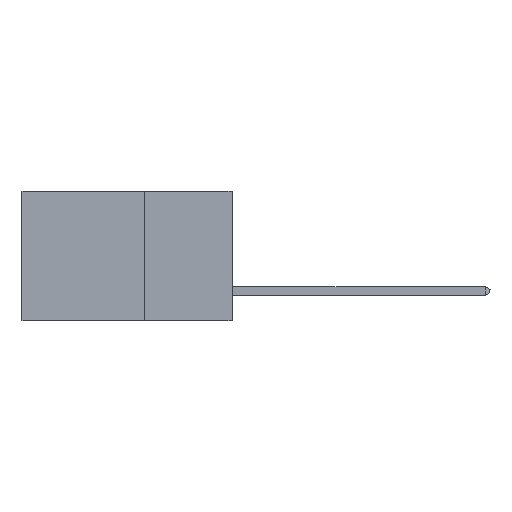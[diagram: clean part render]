
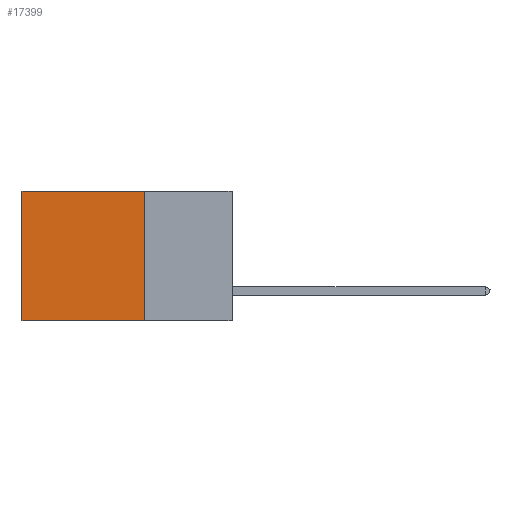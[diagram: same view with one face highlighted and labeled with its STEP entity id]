
A CAD part, left-side view. The second image highlights one B-rep face of the part: STEP entity #17399.
In plain terms, the highlighted planar face has unit normal (-1, 0, 0).
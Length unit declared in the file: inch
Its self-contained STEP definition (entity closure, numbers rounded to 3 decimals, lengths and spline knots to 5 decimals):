
#119 = ORIENTED_EDGE ( 'NONE', *, *, #14748, .T. ) ;
#125 = LINE ( 'NONE', #12642, #9381 ) ;
#362 = EDGE_CURVE ( 'NONE', #17571, #16956, #14068, .T. ) ;
#616 = EDGE_CURVE ( 'NONE', #13984, #17571, #7425, .T. ) ;
#1089 = DIRECTION ( 'NONE',  ( 0., 0., -1. ) ) ;
#1194 = AXIS2_PLACEMENT_3D ( 'NONE', #15233, #18048, #2885 ) ;
#1240 = CARTESIAN_POINT ( 'NONE',  ( 0.2875, 0.6, 0. ) ) ;
#2485 = ORIENTED_EDGE ( 'NONE', *, *, #3987, .T. ) ;
#2885 = DIRECTION ( 'NONE',  ( 0., 0., -1. ) ) ;
#3173 = VECTOR ( 'NONE', #1089, 39.37008 ) ;
#3579 = DIRECTION ( 'NONE',  ( 0., 1., 0. ) ) ;
#3802 = ORIENTED_EDGE ( 'NONE', *, *, #616, .F. ) ;
#3987 = EDGE_CURVE ( 'NONE', #18628, #16956, #5377, .T. ) ;
#4682 = CARTESIAN_POINT ( 'NONE',  ( 0.2875, 0.6, -0.37 ) ) ;
#4853 = CARTESIAN_POINT ( 'NONE',  ( 0.2875, 0.25, -0.37 ) ) ;
#5377 = LINE ( 'NONE', #1240, #15813 ) ;
#7091 = CARTESIAN_POINT ( 'NONE',  ( 0.2875, 0.25, -0.37 ) ) ;
#7425 = LINE ( 'NONE', #8597, #3173 ) ;
#7659 = VECTOR ( 'NONE', #10102, 39.37008 ) ;
#8597 = CARTESIAN_POINT ( 'NONE',  ( 0.2875, 0.25, 0. ) ) ;
#9100 = EDGE_LOOP ( 'NONE', ( #2485, #10473, #3802, #119 ) ) ;
#9381 = VECTOR ( 'NONE', #3579, 39.37008 ) ;
#10102 = DIRECTION ( 'NONE',  ( 0., 1., 0. ) ) ;
#10116 = CARTESIAN_POINT ( 'NONE',  ( 0.2875, 0.25, 0. ) ) ;
#10473 = ORIENTED_EDGE ( 'NONE', *, *, #362, .F. ) ;
#12642 = CARTESIAN_POINT ( 'NONE',  ( 0.2875, 0.25, 0. ) ) ;
#13984 = VERTEX_POINT ( 'NONE', #10116 ) ;
#14068 = LINE ( 'NONE', #7091, #7659 ) ;
#14748 = EDGE_CURVE ( 'NONE', #13984, #18628, #125, .T. ) ;
#14878 = DIRECTION ( 'NONE',  ( 0., 0., -1. ) ) ;
#15233 = CARTESIAN_POINT ( 'NONE',  ( 0.2875, 0.25, 0. ) ) ;
#15708 = FACE_OUTER_BOUND ( 'NONE', #9100, .T. ) ;
#15813 = VECTOR ( 'NONE', #14878, 39.37008 ) ;
#16775 = PLANE ( 'NONE',  #1194 ) ;
#16956 = VERTEX_POINT ( 'NONE', #4682 ) ;
#17329 = CARTESIAN_POINT ( 'NONE',  ( 0.2875, 0.6, 0. ) ) ;
#17399 = ADVANCED_FACE ( 'NONE', ( #15708 ), #16775, .F. ) ;
#17571 = VERTEX_POINT ( 'NONE', #4853 ) ;
#18048 = DIRECTION ( 'NONE',  ( 1., 0., 0. ) ) ;
#18628 = VERTEX_POINT ( 'NONE', #17329 ) ;
